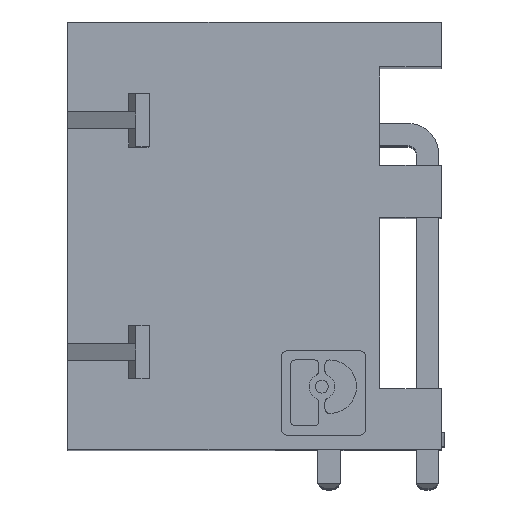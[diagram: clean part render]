
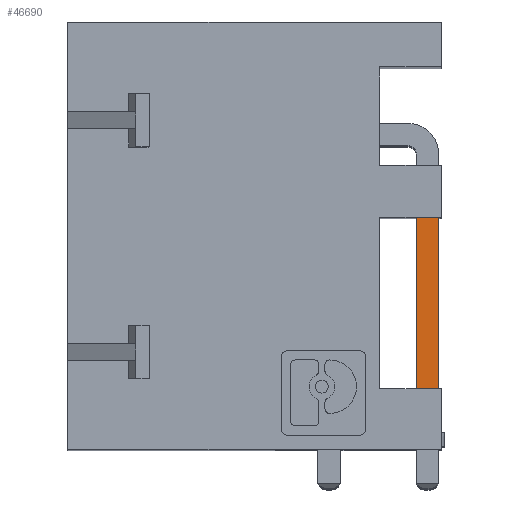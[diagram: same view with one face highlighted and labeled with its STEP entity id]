
A CAD part, top view. The second image highlights one B-rep face of the part: STEP entity #46690.
In plain terms, the highlighted face is planar.
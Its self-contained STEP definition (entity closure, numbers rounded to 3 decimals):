
#690=CARTESIAN_POINT('',(-74.651,-8.767,
-6.225));
#700=VERTEX_POINT('',#690);
#730=CARTESIAN_POINT('',(-74.651,35.082,
-6.225));
#740=DIRECTION('',(0.,-1.,0.));
#750=VECTOR('',#740,1.);
#760=LINE('',#730,#750);
#770=CARTESIAN_POINT('',(-74.651,-14.867,
-6.225));
#780=VERTEX_POINT('',#770);
#790=EDGE_CURVE('',#700,#780,#760,.T.);
#46210=CARTESIAN_POINT('',(-75.451,-8.767,
-6.225));
#46220=VERTEX_POINT('',#46210);
#46410=CARTESIAN_POINT('',(-74.651,-9.221,
-6.225));
#46420=DIRECTION('',(0.,0.,-1.));
#46430=DIRECTION('',(-1.,0.,0.));
#46440=AXIS2_PLACEMENT_3D('',#46410,#46420,#46430);
#46450=PLANE('',#46440);
#46460=CARTESIAN_POINT('',(-75.451,0.,-6.225));
#46470=DIRECTION('',(0.,-1.,0.));
#46480=VECTOR('',#46470,1.);
#46490=LINE('',#46460,#46480);
#46500=CARTESIAN_POINT('',(-75.451,-14.867,
-6.225));
#46510=VERTEX_POINT('',#46500);
#46520=EDGE_CURVE('',#46220,#46510,#46490,.T.);
#46530=ORIENTED_EDGE('',*,*,#46520,.F.);
#46540=CARTESIAN_POINT('',(0.,-14.867,-6.225));
#46550=DIRECTION('',(1.,0.,0.));
#46560=VECTOR('',#46550,1.);
#46570=LINE('',#46540,#46560);
#46580=EDGE_CURVE('',#46510,#780,#46570,.T.);
#46590=ORIENTED_EDGE('',*,*,#46580,.F.);
#46600=ORIENTED_EDGE('',*,*,#790,.T.);
#46610=CARTESIAN_POINT('',(0.,-8.767,-6.225));
#46620=DIRECTION('',(-1.,0.,0.));
#46630=VECTOR('',#46620,1.);
#46640=LINE('',#46610,#46630);
#46650=EDGE_CURVE('',#700,#46220,#46640,.T.);
#46660=ORIENTED_EDGE('',*,*,#46650,.F.);
#46670=EDGE_LOOP('',(#46660,#46600,#46590,#46530));
#46680=FACE_OUTER_BOUND('',#46670,.T.);
#46690=ADVANCED_FACE('',(#46680),#46450,.T.);
